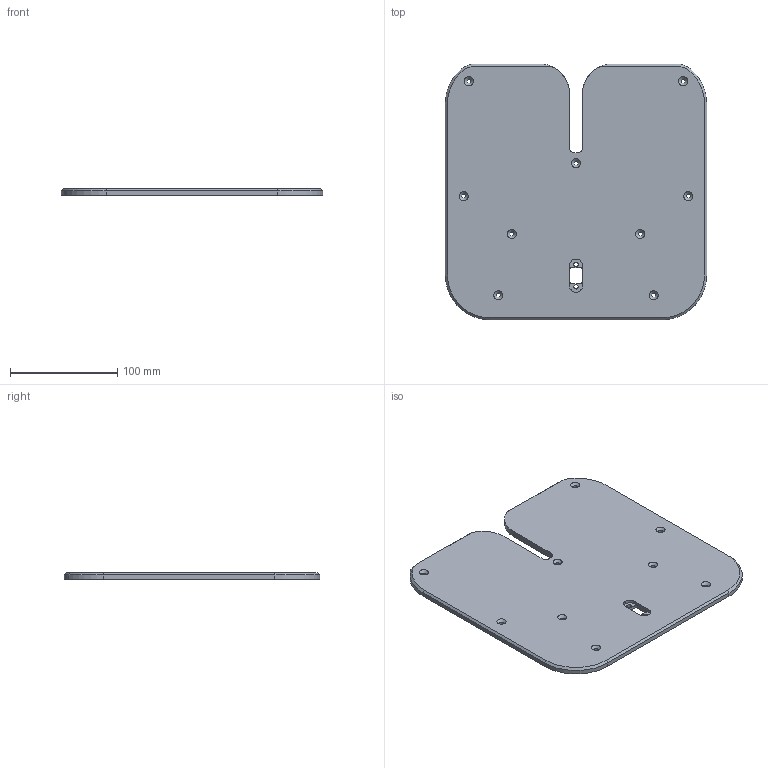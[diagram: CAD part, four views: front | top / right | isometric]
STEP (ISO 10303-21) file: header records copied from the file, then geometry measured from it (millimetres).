
FILE_DESCRIPTION(/* description */ (''),/* implementation_level */ '2;1');
FILE_NAME(/* name */ 'back plate with cabel track v9.step',/* time_stamp */ '2022-07-11T21:05:11+02:00',/* author */ (''),/* organization */ (''),/* preprocessor_version */ 'ST-DEVELOPER v19',/* originating_system */ 'Autodesk Translation Framework v11.7.0.108',/* authorisation */ '');
FILE_SCHEMA (('AUTOMOTIVE_DESIGN { 1 0 10303 214 3 1 1 }'));
Length unit declared in the file: millimetre
Products named in the file (1): NMOIMO
Bounding box: 244 x 239 x 6 mm (x, y, z)
Volume: 330159.5 mm3; surface area: 117166.2 mm2
Topology: 1 solids, 1 shells, 67 faces, 181 edges, 116 vertices
Faces by surface type: cylinder 29, plane 23, cone 15
Full cylindrical faces by diameter (mm): 4 x11
Entity records: 2211 total; most frequent: DIRECTION 397, CARTESIAN_POINT 365, ORIENTED_EDGE 362, EDGE_CURVE 181, AXIS2_PLACEMENT_3D 148, VERTEX_POINT 116, LINE 101, VECTOR 101
